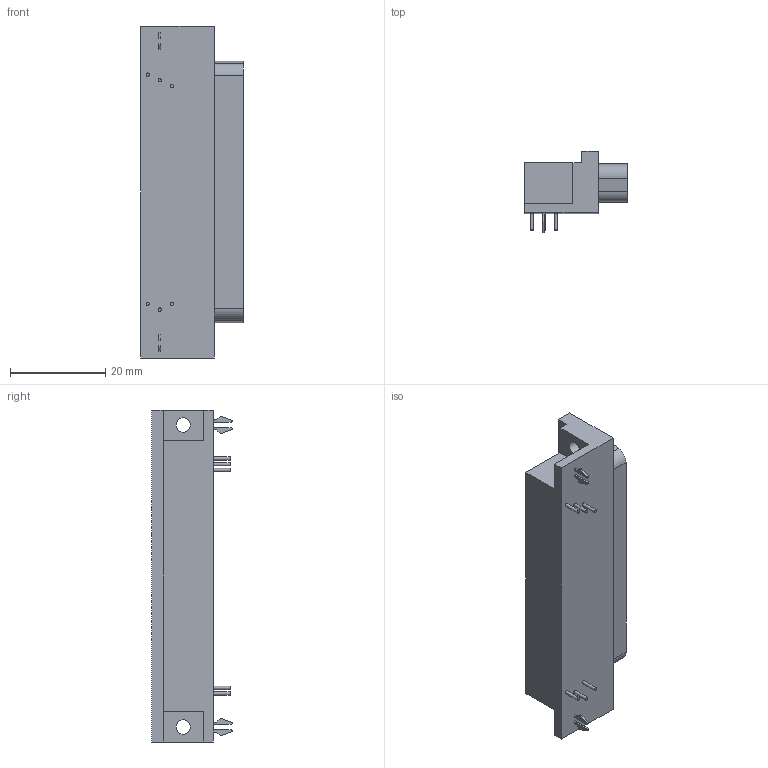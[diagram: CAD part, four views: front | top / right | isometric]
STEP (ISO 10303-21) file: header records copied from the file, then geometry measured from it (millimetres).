
FILE_DESCRIPTION(/* description */ (''),/* implementation_level */ '2;1');
FILE_NAME(/* name */ '100222247ugm000_a.stp',/* time_stamp */ '2022-04-26T11:04:16+02:00',/* author */ (''),/* organization */ (''),/* preprocessor_version */ 'ST-DEVELOPER v16.7',/* originating_system */ 'SIEMENS PLM Software NX 1911',/* authorisation */ '');
FILE_SCHEMA (('AUTOMOTIVE_DESIGN { 1 0 10303 214 3 1 1 1 }'));
Length unit declared in the file: millimetre
Products named in the file (1): 100222247ugm000_a
Bounding box: 21.5 x 16.93 x 69.8 mm (x, y, z)
Volume: 13362.5 mm3; surface area: 5195.8 mm2
Topology: 1 solids, 1 shells, 81 faces, 227 edges, 293 vertices
Faces by surface type: plane 55, cylinder 20, cone 6
Full cylindrical faces by diameter (mm): 0.7 x6, 3 x2
Entity records: 3411 total; most frequent: CARTESIAN_POINT 510, DIRECTION 433, ORIENTED_EDGE 344, PRESENTATION_STYLE_ASSIGNMENT 177, EDGE_CURVE 172, LINE 165, VECTOR 165, AXIS2_PLACEMENT_3D 134
